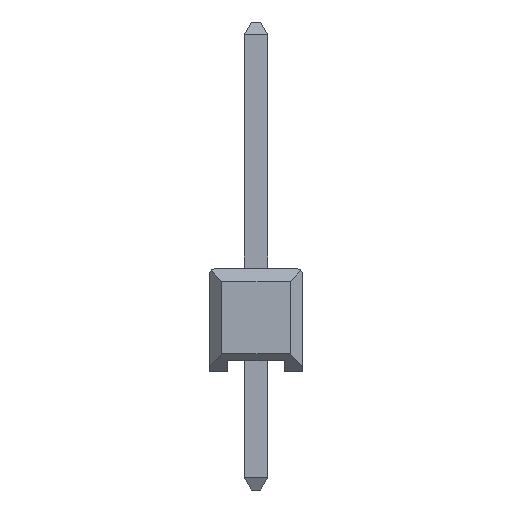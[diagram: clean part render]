
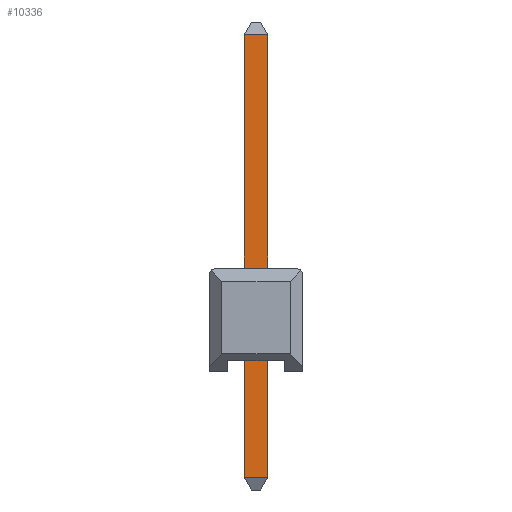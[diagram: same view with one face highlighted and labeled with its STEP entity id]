
A CAD part, left-side view. The second image highlights one B-rep face of the part: STEP entity #10336.
In plain terms, the highlighted planar face has unit normal (-1, 0, 0).
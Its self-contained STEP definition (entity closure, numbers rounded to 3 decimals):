
#498=FACE_OUTER_BOUND('',#1076,.T.);
#1076=EDGE_LOOP('',(#7541,#7542,#7543,#7544));
#1893=LINE('',#15100,#3269);
#1902=LINE('',#15117,#3278);
#1903=LINE('',#15119,#3279);
#1904=LINE('',#15120,#3280);
#3269=VECTOR('',#12280,10.);
#3278=VECTOR('',#12293,10.);
#3279=VECTOR('',#12296,10.);
#3280=VECTOR('',#12297,10.);
#4465=VERTEX_POINT('',#15098);
#4466=VERTEX_POINT('',#15099);
#4471=VERTEX_POINT('',#15113);
#4472=VERTEX_POINT('',#15115);
#5605=EDGE_CURVE('',#4465,#4466,#1893,.T.);
#5614=EDGE_CURVE('',#4472,#4471,#1902,.T.);
#5615=EDGE_CURVE('',#4465,#4471,#1903,.T.);
#5616=EDGE_CURVE('',#4472,#4466,#1904,.T.);
#7541=ORIENTED_EDGE('',*,*,#5615,.T.);
#7542=ORIENTED_EDGE('',*,*,#5614,.F.);
#7543=ORIENTED_EDGE('',*,*,#5616,.T.);
#7544=ORIENTED_EDGE('',*,*,#5605,.F.);
#9790=PLANE('',#10943);
#10336=ADVANCED_FACE('',(#498),#9790,.T.);
#10943=AXIS2_PLACEMENT_3D('',#15118,#12294,#12295);
#12280=DIRECTION('',(0.,0.,-1.));
#12293=DIRECTION('',(0.,0.,1.));
#12294=DIRECTION('center_axis',(-1.,0.,
0.));
#12295=DIRECTION('ref_axis',(0.,1.,0.));
#12296=DIRECTION('',(0.,1.,0.));
#12297=DIRECTION('',(0.,-1.,0.));
#15098=CARTESIAN_POINT('',(-0.315,-0.315,9.156));
#15099=CARTESIAN_POINT('',(-0.315,-0.315,-2.86));
#15100=CARTESIAN_POINT('',(-0.315,-0.315,9.156));
#15113=CARTESIAN_POINT('',(-0.315,0.315,9.156));
#15115=CARTESIAN_POINT('',(-0.315,0.315,-2.86));
#15117=CARTESIAN_POINT('',(-0.315,0.315,-2.86));
#15118=CARTESIAN_POINT('Origin',(-0.315,-0.325,9.326));
#15119=CARTESIAN_POINT('',(-0.315,-0.315,9.156));
#15120=CARTESIAN_POINT('',(-0.315,0.315,-2.86));
